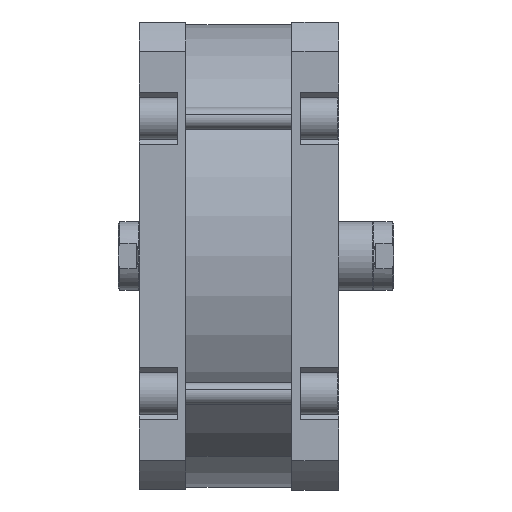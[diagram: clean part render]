
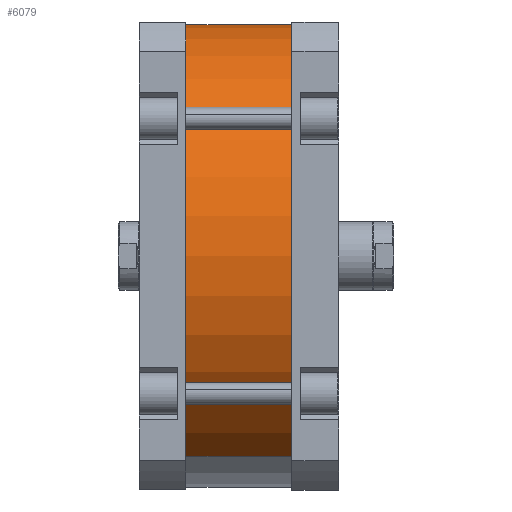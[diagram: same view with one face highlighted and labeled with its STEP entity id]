
A CAD part, front view. The second image highlights one B-rep face of the part: STEP entity #6079.
In plain terms, the highlighted cylindrical face has radius 168 mm (diameter 336 mm), a partial arc.
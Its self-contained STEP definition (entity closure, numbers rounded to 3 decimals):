
#438 = LINE ( 'NONE', #5271, #440 ) ;
#440 = VECTOR ( 'NONE', #5272, 1000. ) ;
#475 = LINE ( 'NONE', #5310, #477 ) ;
#476 = CIRCLE ( 'NONE', #3566, 168. ) ;
#477 = VECTOR ( 'NONE', #5323, 1000. ) ;
#481 = CIRCLE ( 'NONE', #3568, 168. ) ;
#663 = FACE_OUTER_BOUND ( 'NONE', #2111, .T. ) ;
#664 = CYLINDRICAL_SURFACE ( 'NONE', #3662, 168. ) ;
#1015 = CARTESIAN_POINT ( 'NONE',  ( 0., 0., 77. ) ) ;
#1016 = DIRECTION ( 'NONE',  ( 0., 0., -1. ) ) ;
#1017 = DIRECTION ( 'NONE',  ( -1., 0., 0. ) ) ;
#1743 = ORIENTED_EDGE ( 'NONE', *, *, #5837, .F. ) ;
#2056 = ORIENTED_EDGE ( 'NONE', *, *, #5816, .T. ) ;
#2059 = ORIENTED_EDGE ( 'NONE', *, *, #5835, .T. ) ;
#2086 = ORIENTED_EDGE ( 'NONE', *, *, #5838, .F. ) ;
#2111 = EDGE_LOOP ( 'NONE', ( #1743, #2086, #2056, #2059 ) ) ;
#2176 = VERTEX_POINT ( 'NONE', #3969 ) ;
#2201 = VERTEX_POINT ( 'NONE', #3994 ) ;
#2205 = VERTEX_POINT ( 'NONE', #3998 ) ;
#2232 = VERTEX_POINT ( 'NONE', #4025 ) ;
#3566 = AXIS2_PLACEMENT_3D ( 'NONE', #5301, #5317, #5318 ) ;
#3568 = AXIS2_PLACEMENT_3D ( 'NONE', #5322, #5325, #5326 ) ;
#3662 = AXIS2_PLACEMENT_3D ( 'NONE', #1015, #1016, #1017 ) ;
#3969 = CARTESIAN_POINT ( 'NONE',  ( 168., 0., 0. ) ) ;
#3994 = CARTESIAN_POINT ( 'NONE',  ( -168., 0., 77. ) ) ;
#3998 = CARTESIAN_POINT ( 'NONE',  ( -168., 0., 0. ) ) ;
#4025 = CARTESIAN_POINT ( 'NONE',  ( 168., 0., 77. ) ) ;
#5271 = CARTESIAN_POINT ( 'NONE',  ( -168., 0., 77. ) ) ;
#5272 = DIRECTION ( 'NONE',  ( 0., 0., -1. ) ) ;
#5301 = CARTESIAN_POINT ( 'NONE',  ( 0., 0., 0. ) ) ;
#5310 = CARTESIAN_POINT ( 'NONE',  ( 168., 0., 77. ) ) ;
#5317 = DIRECTION ( 'NONE',  ( 0., 0., 1. ) ) ;
#5318 = DIRECTION ( 'NONE',  ( 1., 0., 0. ) ) ;
#5322 = CARTESIAN_POINT ( 'NONE',  ( 0., 0., 77. ) ) ;
#5323 = DIRECTION ( 'NONE',  ( 0., 0., -1. ) ) ;
#5325 = DIRECTION ( 'NONE',  ( 0., 0., 1. ) ) ;
#5326 = DIRECTION ( 'NONE',  ( 1., 0., 0. ) ) ;
#5816 = EDGE_CURVE ( 'NONE', #2201, #2205, #438, .T. ) ;
#5835 = EDGE_CURVE ( 'NONE', #2205, #2176, #476, .T. ) ;
#5837 = EDGE_CURVE ( 'NONE', #2232, #2176, #475, .T. ) ;
#5838 = EDGE_CURVE ( 'NONE', #2201, #2232, #481, .T. ) ;
#6079 = ADVANCED_FACE ( 'NONE', ( #663 ), #664, .T. ) ;
